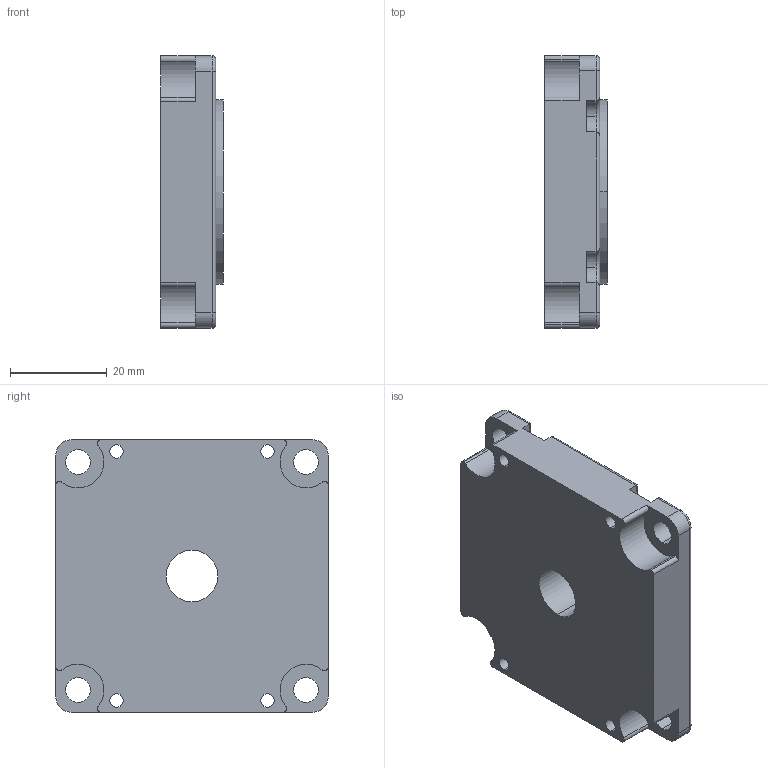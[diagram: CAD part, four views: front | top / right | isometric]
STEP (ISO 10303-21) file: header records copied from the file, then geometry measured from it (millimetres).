
FILE_DESCRIPTION (( 'STEP AP214' ), '1' );
FILE_NAME ('476745 - Nema 23 Shaft End Plate.step', '2019-11-11T12:24:09', ( '' ), ( '' ), 'SwSTEP 2.0', 'SolidWorks 2019', '' );
FILE_SCHEMA (( 'AUTOMOTIVE_DESIGN' ));
Length unit declared in the file: inch
Products named in the file (1): 476745 - Nema 23 Shaft End Plate
Bounding box: 12.93 x 56.18 x 56.18 mm (x, y, z)
Volume: 33013.5 mm3; surface area: 9647.9 mm2
Topology: 1 solids, 1 shells, 95 faces, 252 edges, 160 vertices
Faces by surface type: cylinder 62, plane 23, torus 10
Entity records: 3052 total; most frequent: DIRECTION 558, CARTESIAN_POINT 532, ORIENTED_EDGE 504, EDGE_CURVE 252, AXIS2_PLACEMENT_3D 218, VERTEX_POINT 160, VECTOR 122, CIRCLE 122
